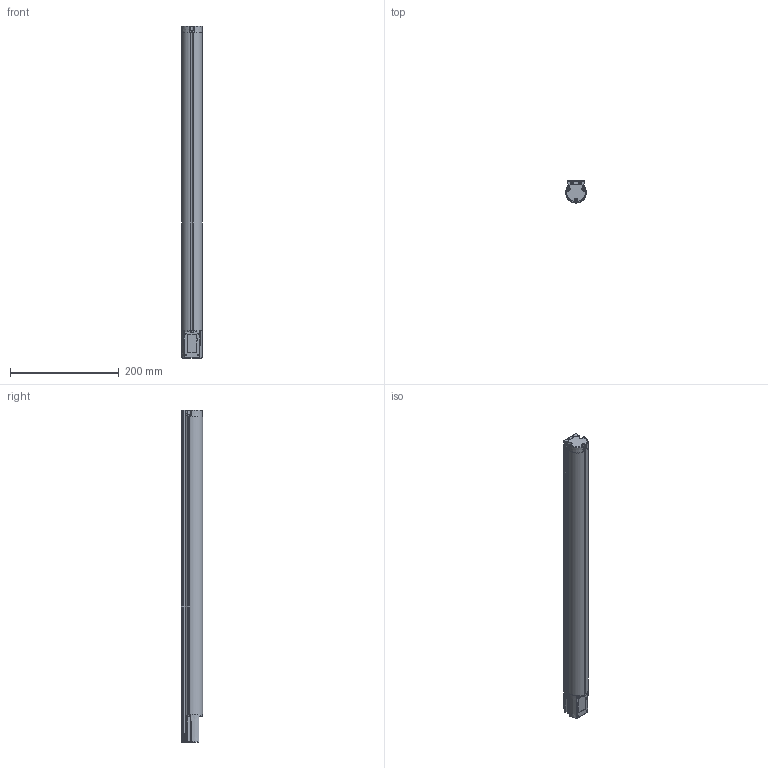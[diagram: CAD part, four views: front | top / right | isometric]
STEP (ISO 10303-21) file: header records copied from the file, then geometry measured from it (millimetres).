
FILE_DESCRIPTION((''),'2;1');
FILE_NAME('231349_SM01_ASM','2024-06-10T14:10:56',('banengservice'),('BANNER ENGINEERING'),'CREO PARAMETRIC BY PTC INC, 2022414','CREO PARAMETRIC BY PTC INC, 2022414','');
FILE_SCHEMA(('CONFIG_CONTROL_DESIGN'));
Products named in the file (2): 231349_EP01; 231349_SM01_ASM
Assembly tree (1 placements, depth 2):
  231349_SM01_ASM
    231349_EP01
Bounding box: 38 x 39.59 x 610 mm (x, y, z)
Volume: 670921.9 mm3; surface area: 162499.5 mm2
Topology: 1 solids, 1 shells, 1797 faces, 6193 edges, 4056 vertices
Faces by surface type: cylinder 802, plane 701, bspline 138, cone 119, torus 35, extrusion 2
Entity records: 180106 total; most frequent: CARTESIAN_POINT 130473, ORIENTED_EDGE 12386, DIRECTION 8044, EDGE_CURVE 6193, VERTEX_POINT 4056, VECTOR 2882, LINE 2880, AXIS2_PLACEMENT_3D 2581
